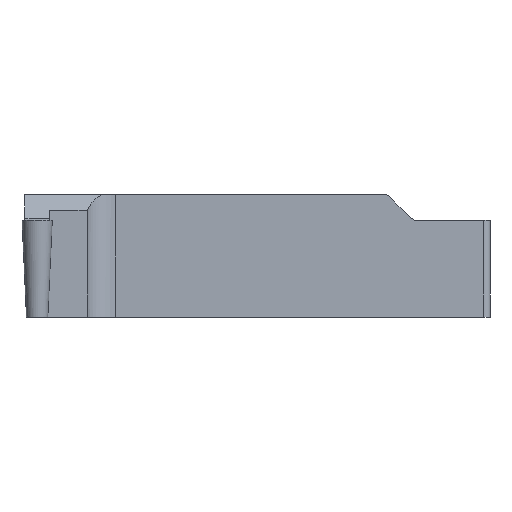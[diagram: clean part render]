
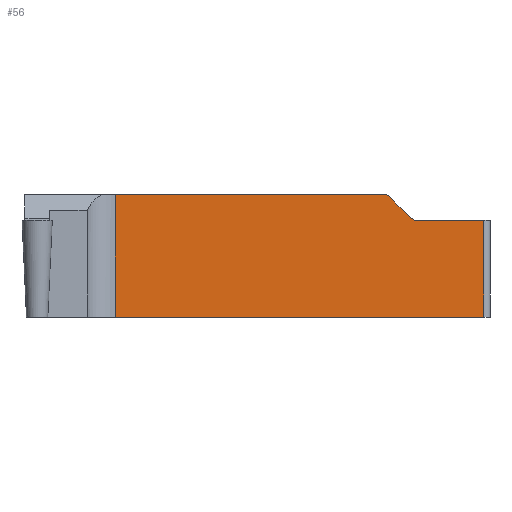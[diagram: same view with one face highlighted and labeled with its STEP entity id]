
A CAD part, left-side view. The second image highlights one B-rep face of the part: STEP entity #56.
In plain terms, the highlighted planar face has unit normal (-1, 0, 0).
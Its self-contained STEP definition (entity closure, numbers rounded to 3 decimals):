
#56=ADVANCED_FACE('',(#90),#73,.F.);
#73=PLANE('',#483);
#90=FACE_OUTER_BOUND('',#111,.T.);
#111=EDGE_LOOP('',(#252,#253,#254,#255,#256,#257,#258,#259));
#124=LINE('',#670,#161);
#142=LINE('',#756,#179);
#145=LINE('',#768,#182);
#148=LINE('',#776,#185);
#149=LINE('',#780,#186);
#150=LINE('',#784,#187);
#161=VECTOR('',#507,1.);
#179=VECTOR('',#551,1.);
#182=VECTOR('',#562,1.);
#185=VECTOR('',#573,1.);
#186=VECTOR('',#576,1.);
#187=VECTOR('',#579,1.);
#252=ORIENTED_EDGE('',*,*,#352,.F.);
#253=ORIENTED_EDGE('',*,*,#387,.F.);
#254=ORIENTED_EDGE('',*,*,#391,.T.);
#255=ORIENTED_EDGE('',*,*,#392,.T.);
#256=ORIENTED_EDGE('',*,*,#393,.T.);
#257=ORIENTED_EDGE('',*,*,#394,.T.);
#258=ORIENTED_EDGE('',*,*,#395,.F.);
#259=ORIENTED_EDGE('',*,*,#381,.T.);
#314=VERTEX_POINT('',#669);
#315=VERTEX_POINT('',#671);
#339=VERTEX_POINT('',#757);
#343=VERTEX_POINT('',#767);
#345=VERTEX_POINT('',#777);
#346=VERTEX_POINT('',#779);
#347=VERTEX_POINT('',#781);
#348=VERTEX_POINT('',#783);
#352=EDGE_CURVE('',#314,#315,#124,.T.);
#381=EDGE_CURVE('',#339,#315,#142,.T.);
#387=EDGE_CURVE('',#343,#314,#145,.T.);
#391=EDGE_CURVE('',#343,#345,#148,.T.);
#392=EDGE_CURVE('',#345,#346,#416,.T.);
#393=EDGE_CURVE('',#346,#347,#149,.T.);
#394=EDGE_CURVE('',#347,#348,#417,.T.);
#395=EDGE_CURVE('',#339,#348,#150,.T.);
#416=CIRCLE('',#481,0.5);
#417=CIRCLE('',#482,0.25);
#481=AXIS2_PLACEMENT_3D('',#778,#574,#575);
#482=AXIS2_PLACEMENT_3D('',#782,#577,#578);
#483=AXIS2_PLACEMENT_3D('',#785,#580,#581);
#507=DIRECTION('',(0.,1.,0.));
#551=DIRECTION('',(0.,0.,-1.));
#562=DIRECTION('',(0.,0.,-1.));
#573=DIRECTION('',(0.,1.,0.));
#574=DIRECTION('',(1.,0.,0.));
#575=DIRECTION('',(0.,0.,-1.));
#576=DIRECTION('',(0.,0.707,0.707));
#577=DIRECTION('',(-1.,0.,0.));
#578=DIRECTION('',(0.,0.,-1.));
#579=DIRECTION('',(0.,-1.,0.));
#580=DIRECTION('',(1.,0.,0.));
#581=DIRECTION('',(0.,0.,-1.));
#669=CARTESIAN_POINT('',(-3.3,-14.1,-6.389));
#670=CARTESIAN_POINT('',(-3.3,14.925,-6.389));
#671=CARTESIAN_POINT('',(-3.3,10.25,-6.389));
#756=CARTESIAN_POINT('',(-3.3,10.25,10.));
#757=CARTESIAN_POINT('',(-3.3,10.25,1.689));
#767=CARTESIAN_POINT('',(-3.3,-14.1,0.));
#768=CARTESIAN_POINT('',(-3.3,-14.1,10.));
#776=CARTESIAN_POINT('',(-3.3,14.925,0.));
#777=CARTESIAN_POINT('',(-3.3,-9.647,0.));
#778=CARTESIAN_POINT('',(-3.3,-9.647,0.5));
#779=CARTESIAN_POINT('',(-3.3,-9.293,0.146));
#780=CARTESIAN_POINT('',(-3.3,7.743,17.182));
#781=CARTESIAN_POINT('',(-3.3,-7.823,1.616));
#782=CARTESIAN_POINT('',(-3.3,-7.646,1.439));
#783=CARTESIAN_POINT('',(-3.3,-7.646,1.689));
#784=CARTESIAN_POINT('',(-3.3,14.925,1.689));
#785=CARTESIAN_POINT('',(-3.3,14.925,10.));
